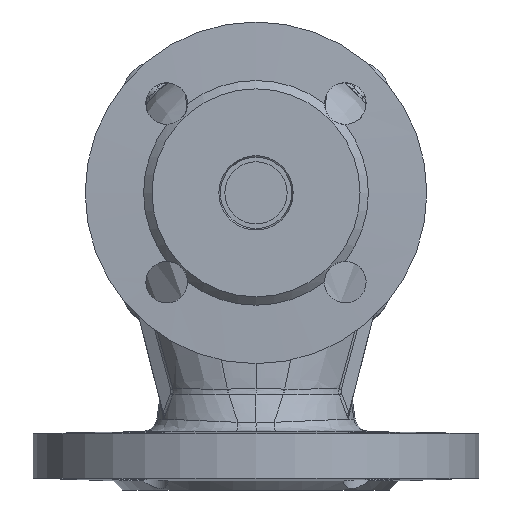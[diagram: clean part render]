
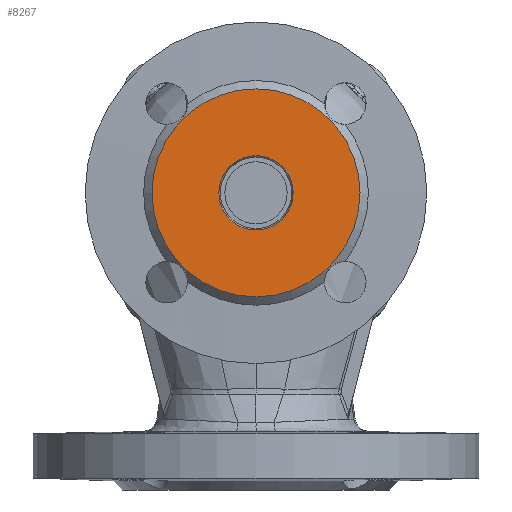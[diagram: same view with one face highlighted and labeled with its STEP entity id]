
A CAD part, front view. The second image highlights one B-rep face of the part: STEP entity #8267.
In plain terms, the highlighted planar face has unit normal (0, -1, 0).
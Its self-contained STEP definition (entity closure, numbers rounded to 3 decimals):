
#149=FACE_BOUND('',#1668,.T.);
#262=PLANE('',#8882);
#744=CIRCLE('',#8879,35.);
#745=CIRCLE('',#8883,12.5);
#1137=FACE_OUTER_BOUND('',#1667,.T.);
#1667=EDGE_LOOP('',(#6640));
#1668=EDGE_LOOP('',(#6641));
#3699=VERTEX_POINT('',#37664);
#3700=VERTEX_POINT('',#37714);
#4748=EDGE_CURVE('',#3699,#3699,#744,.T.);
#4754=EDGE_CURVE('',#3700,#3700,#745,.T.);
#6640=ORIENTED_EDGE('',*,*,#4748,.T.);
#6641=ORIENTED_EDGE('',*,*,#4754,.F.);
#8267=ADVANCED_FACE('',(#1137,#149),#262,.F.);
#8879=AXIS2_PLACEMENT_3D('',#37666,#10002,#10003);
#8882=AXIS2_PLACEMENT_3D('',#37713,#10010,#10011);
#8883=AXIS2_PLACEMENT_3D('',#37715,#10012,#10013);
#10002=DIRECTION('center_axis',(0.,-1.,0.));
#10003=DIRECTION('ref_axis',(0.,0.,1.));
#10010=DIRECTION('center_axis',(0.,1.,0.));
#10011=DIRECTION('ref_axis',(0.,0.,-1.));
#10012=DIRECTION('center_axis',(0.,-1.,0.));
#10013=DIRECTION('ref_axis',(0.,0.,-1.));
#37664=CARTESIAN_POINT('',(0.,-105.,35.));
#37666=CARTESIAN_POINT('Origin',(0.,-105.,0.));
#37713=CARTESIAN_POINT('Origin',(0.,-105.,0.));
#37714=CARTESIAN_POINT('',(0.,-105.,12.5));
#37715=CARTESIAN_POINT('Origin',(0.,-105.,0.));
